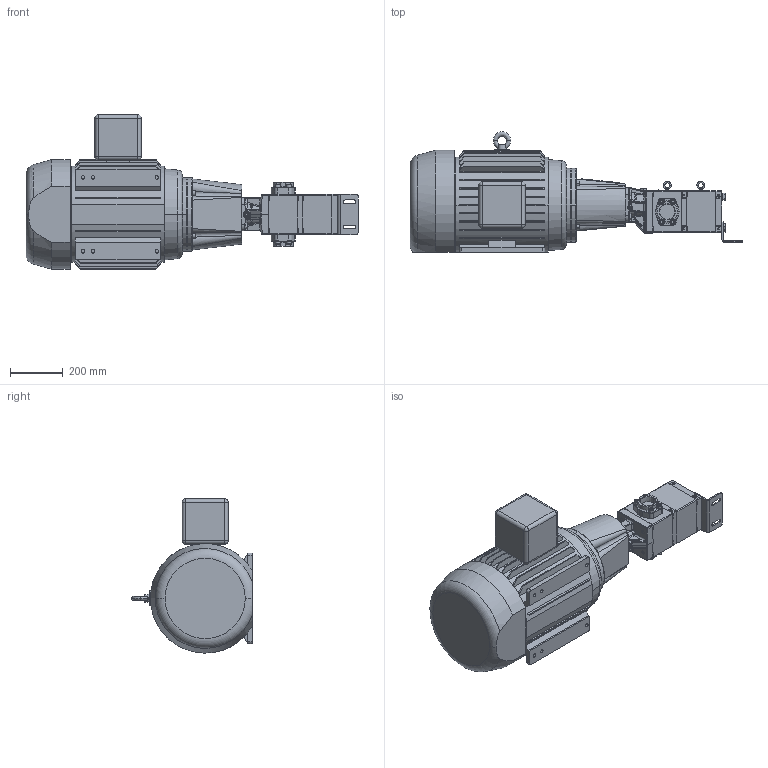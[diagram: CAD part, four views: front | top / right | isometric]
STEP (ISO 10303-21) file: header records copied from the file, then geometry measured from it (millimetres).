
FILE_DESCRIPTION (( 'STEP AP214' ), '1' );
FILE_NAME ('GPV-1018-031-U.STEP', '2021-08-18T18:40:33', ( '' ), ( '' ), 'SwSTEP 2.0', 'SolidWorks 2020', '' );
FILE_SCHEMA (( 'AUTOMOTIVE_DESIGN' ));
Length unit declared in the file: inch
Products named in the file (1): GPV-1018-031-U
Bounding box: 1255.67 x 454.94 x 583.44 mm (x, y, z)
Volume: 88420445.8 mm3; surface area: 2179896.4 mm2
Topology: 1 solids, 1 shells, 3617 faces, 9473 edges, 6114 vertices
Faces by surface type: plane 2015, bspline 914, cylinder 370, cone 246, sphere 40, torus 32
Entity records: 167793 total; most frequent: CARTESIAN_POINT 59809, ORIENTED_EDGE 18898, DIRECTION 13607, EDGE_CURVE 9449, VERTEX_POINT 6114, LINE 6009, VECTOR 6009, EDGE_LOOP 3927
